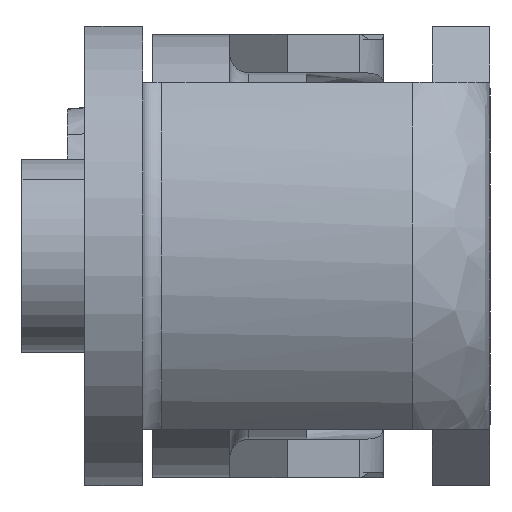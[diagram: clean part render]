
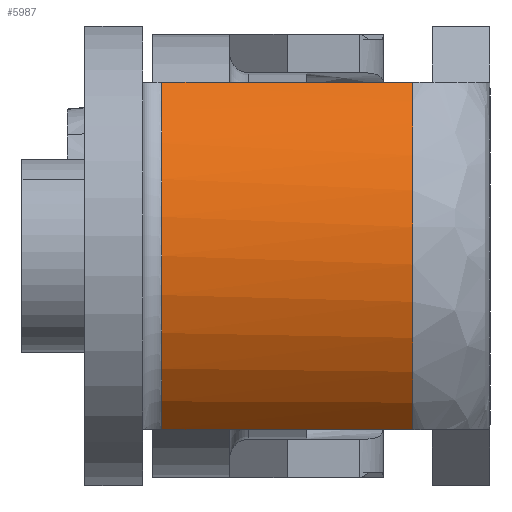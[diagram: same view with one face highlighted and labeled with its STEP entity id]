
A CAD part, left-side view. The second image highlights one B-rep face of the part: STEP entity #5987.
In plain terms, the highlighted cylindrical face has radius 12 mm (diameter 24 mm), a partial arc.
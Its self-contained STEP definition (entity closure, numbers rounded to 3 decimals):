
#40 = DIRECTION ( 'NONE',  ( 0., -1., 0. ) ) ;
#104 = AXIS2_PLACEMENT_3D ( 'NONE', #231, #145, #6466 ) ;
#145 = DIRECTION ( 'NONE',  ( 0., -1., 0. ) ) ;
#231 = CARTESIAN_POINT ( 'NONE',  ( -59., 21., 0. ) ) ;
#290 = ORIENTED_EDGE ( 'NONE', *, *, #2523, .T. ) ;
#974 = ORIENTED_EDGE ( 'NONE', *, *, #1109, .T. ) ;
#1086 = CARTESIAN_POINT ( 'NONE',  ( -70.286, 4., 4.164 ) ) ;
#1109 = EDGE_CURVE ( 'NONE', #4795, #4133, #1210, .T. ) ;
#1169 = VECTOR ( 'NONE', #8180, 1000. ) ;
#1210 = LINE ( 'NONE', #5406, #1169 ) ;
#1484 = CIRCLE ( 'NONE', #3489, 12. ) ;
#1722 = CARTESIAN_POINT ( 'NONE',  ( -70.286, 4., -4.164 ) ) ;
#1762 = CARTESIAN_POINT ( 'NONE',  ( -69.157, 4., -6.446 ) ) ;
#2261 = CARTESIAN_POINT ( 'NONE',  ( -66.937, 4., 9. ) ) ;
#2308 = CARTESIAN_POINT ( 'NONE',  ( -70.553, 4., 3.354 ) ) ;
#2391 = CARTESIAN_POINT ( 'NONE',  ( -67.573, 4., -8.439 ) ) ;
#2435 = CARTESIAN_POINT ( 'NONE',  ( -68.15, 4., -7.81 ) ) ;
#2523 = EDGE_CURVE ( 'NONE', #4133, #5393, #5656, .T. ) ;
#2612 = ORIENTED_EDGE ( 'NONE', *, *, #2713, .T. ) ;
#2713 = EDGE_CURVE ( 'NONE', #3287, #4795, #1484, .T. ) ;
#2979 = CARTESIAN_POINT ( 'NONE',  ( -70.553, 4., -3.354 ) ) ;
#3063 = CARTESIAN_POINT ( 'NONE',  ( -66.937, 4., -9. ) ) ;
#3287 = VERTEX_POINT ( 'NONE', #7245 ) ;
#3489 = AXIS2_PLACEMENT_3D ( 'NONE', #5558, #40, #7003 ) ;
#3829 = CARTESIAN_POINT ( 'NONE',  ( -69.588, 4., 5.71 ) ) ;
#3854 = CARTESIAN_POINT ( 'NONE',  ( -66.937, 4., 9. ) ) ;
#3910 = EDGE_LOOP ( 'NONE', ( #974, #290, #6295, #2612 ) ) ;
#4133 = VERTEX_POINT ( 'NONE', #8027 ) ;
#4478 = CARTESIAN_POINT ( 'NONE',  ( -71., 4., 0.848 ) ) ;
#4795 = VERTEX_POINT ( 'NONE', #7402 ) ;
#5020 = CARTESIAN_POINT ( 'NONE',  ( -68.15, 4., 7.81 ) ) ;
#5153 = CARTESIAN_POINT ( 'NONE',  ( -69.588, 4., -5.71 ) ) ;
#5393 = VERTEX_POINT ( 'NONE', #3854 ) ;
#5406 = CARTESIAN_POINT ( 'NONE',  ( -66.937, 21., -9. ) ) ;
#5558 = CARTESIAN_POINT ( 'NONE',  ( -59., 17., 0. ) ) ;
#5590 = VECTOR ( 'NONE', #7749, 1000. ) ;
#5656 = B_SPLINE_CURVE_WITH_KNOTS ( 'NONE', 3,
 ( #3063, #2391, #2435, #1762, #5153, #1722, #2979, #7923, #8510, #4478, #7276, #2308, #1086, #3829, #6589, #5020, #7838, #2261 ),
 .UNSPECIFIED., .F., .F.,
 ( 4, 2, 2, 2, 2, 2, 2, 2, 4 ),
 ( 0., 0.125, 0.25, 0.375, 0.5, 0.625, 0.75, 0.875, 1. ),
 .UNSPECIFIED. ) ;
#5987 = ADVANCED_FACE ( 'NONE', ( #7058 ), #7794, .T. ) ;
#6006 = EDGE_CURVE ( 'NONE', #5393, #3287, #7699, .T. ) ;
#6295 = ORIENTED_EDGE ( 'NONE', *, *, #6006, .T. ) ;
#6466 = DIRECTION ( 'NONE',  ( 0., 0., -1. ) ) ;
#6589 = CARTESIAN_POINT ( 'NONE',  ( -69.157, 4., 6.446 ) ) ;
#7003 = DIRECTION ( 'NONE',  ( 0., 0., 1. ) ) ;
#7058 = FACE_OUTER_BOUND ( 'NONE', #3910, .T. ) ;
#7245 = CARTESIAN_POINT ( 'NONE',  ( -66.937, 17., 9. ) ) ;
#7276 = CARTESIAN_POINT ( 'NONE',  ( -70.91, 4., 1.696 ) ) ;
#7402 = CARTESIAN_POINT ( 'NONE',  ( -66.937, 17., -9. ) ) ;
#7699 = LINE ( 'NONE', #8557, #5590 ) ;
#7749 = DIRECTION ( 'NONE',  ( 0., 1., 0. ) ) ;
#7794 = CYLINDRICAL_SURFACE ( 'NONE', #104, 12. ) ;
#7838 = CARTESIAN_POINT ( 'NONE',  ( -67.573, 4., 8.439 ) ) ;
#7923 = CARTESIAN_POINT ( 'NONE',  ( -70.91, 4., -1.696 ) ) ;
#8027 = CARTESIAN_POINT ( 'NONE',  ( -66.937, 4., -9. ) ) ;
#8180 = DIRECTION ( 'NONE',  ( 0., -1., 0. ) ) ;
#8510 = CARTESIAN_POINT ( 'NONE',  ( -71., 4., -0.848 ) ) ;
#8557 = CARTESIAN_POINT ( 'NONE',  ( -66.937, 21., 9. ) ) ;
